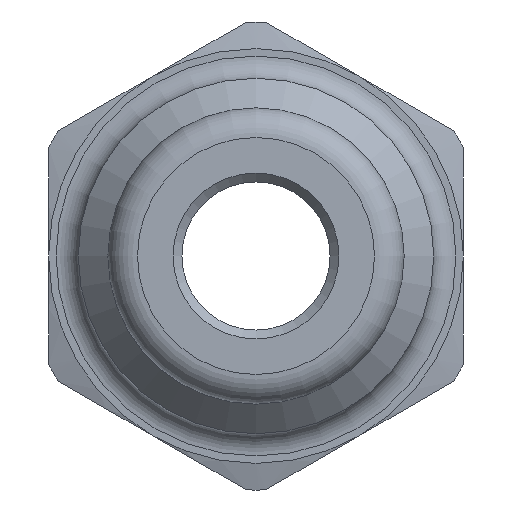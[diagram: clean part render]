
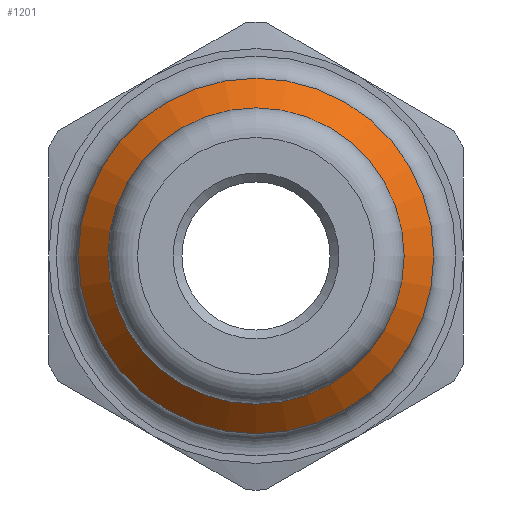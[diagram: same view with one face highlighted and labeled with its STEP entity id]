
A CAD part, left-side view. The second image highlights one B-rep face of the part: STEP entity #1201.
In plain terms, the highlighted conical face has half-angle 45 degrees and reference radius 5.5 mm.
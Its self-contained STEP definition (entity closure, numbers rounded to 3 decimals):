
#341=CARTESIAN_POINT('',(5.05,5.0,0.0));
#342=VERTEX_POINT('',#341);
#343=CARTESIAN_POINT('',(5.05,0.0,0.0));
#344=DIRECTION('',(1.0,0.0,0.0));
#345=DIRECTION('',(0.0,1.0,0.0));
#346=AXIS2_PLACEMENT_3D('',#343,#344,#345);
#347=CIRCLE('',#346,5.0);
#348=EDGE_CURVE('',#342,#342,#347,.T.);
#1182=CARTESIAN_POINT('',(5.55,0.0,0.0));
#1183=DIRECTION('',(1.0,0.0,0.0));
#1184=DIRECTION('',(0.0,1.0,0.0));
#1185=AXIS2_PLACEMENT_3D('',#1182,#1183,#1184);
#1186=CONICAL_SURFACE('',#1185,5.5,45.);
#1187=CARTESIAN_POINT('',(6.05,6.,0.0));
#1188=VERTEX_POINT('',#1187);
#1189=CARTESIAN_POINT('',(6.05,0.0,0.0));
#1190=DIRECTION('',(1.0,0.0,0.0));
#1191=DIRECTION('',(0.0,1.0,0.0));
#1192=AXIS2_PLACEMENT_3D('',#1189,#1190,#1191);
#1193=CIRCLE('',#1192,6.);
#1194=EDGE_CURVE('',#1188,#1188,#1193,.T.);
#1195=ORIENTED_EDGE('',*,*,#1194,.F.);
#1196=EDGE_LOOP('',(#1195));
#1197=FACE_OUTER_BOUND('',#1196,.T.);
#1198=ORIENTED_EDGE('',*,*,#348,.T.);
#1199=EDGE_LOOP('',(#1198));
#1200=FACE_BOUND('',#1199,.T.);
#1201=ADVANCED_FACE('',(#1197,#1200),#1186,.T.);
